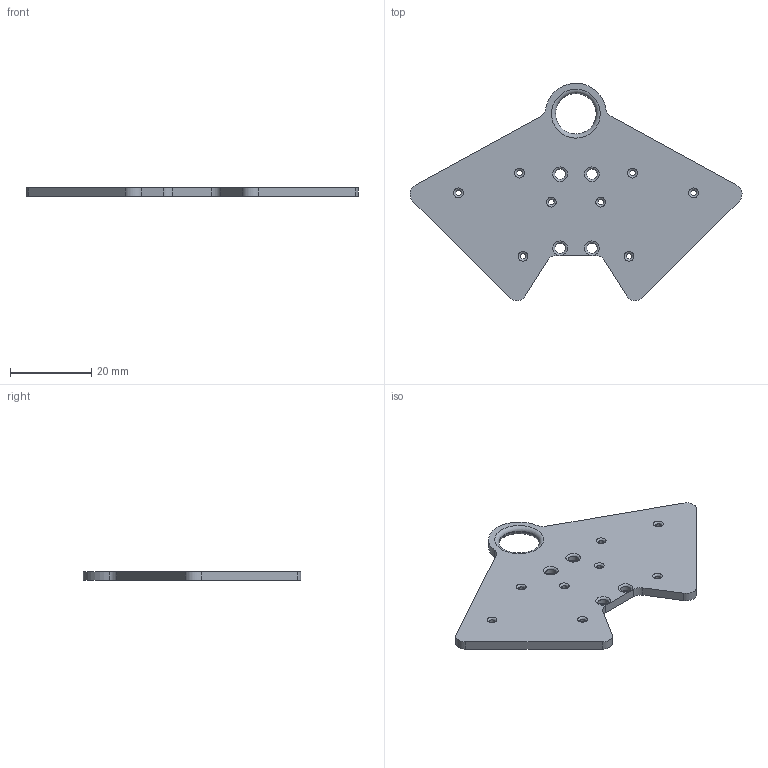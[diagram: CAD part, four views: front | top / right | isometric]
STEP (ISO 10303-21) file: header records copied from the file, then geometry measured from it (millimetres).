
FILE_DESCRIPTION(/* description */ (''),/* implementation_level */ '2;1');
FILE_NAME(/* name */ 'fandipole v2.stp',/* time_stamp */ '2023-01-01T15:19:41+01:00',/* author */ (''),/* organization */ (''),/* preprocessor_version */ 'ST-DEVELOPER v19.2',/* originating_system */ 'Autodesk Translation Framework v11.17.0.187',/* authorisation */ '');
FILE_SCHEMA (('AUTOMOTIVE_DESIGN { 1 0 10303 214 3 1 1 }'));
Length unit declared in the file: millimetre
Products named in the file (1): fan_dipole
Bounding box: 81.59 x 53.42 x 2.2 mm (x, y, z)
Volume: 4965.2 mm3; surface area: 5177.2 mm2
Topology: 1 solids, 1 shells, 59 faces, 179 edges, 118 vertices
Faces by surface type: torus 26, cylinder 22, plane 11
Full cylindrical faces by diameter (mm): 1.4 x8, 2.6 x3, 10 x1
Entity records: 2188 total; most frequent: DIRECTION 425, CARTESIAN_POINT 375, ORIENTED_EDGE 358, AXIS2_PLACEMENT_3D 188, EDGE_CURVE 179, CIRCLE 128, VERTEX_POINT 118, EDGE_LOOP 81
